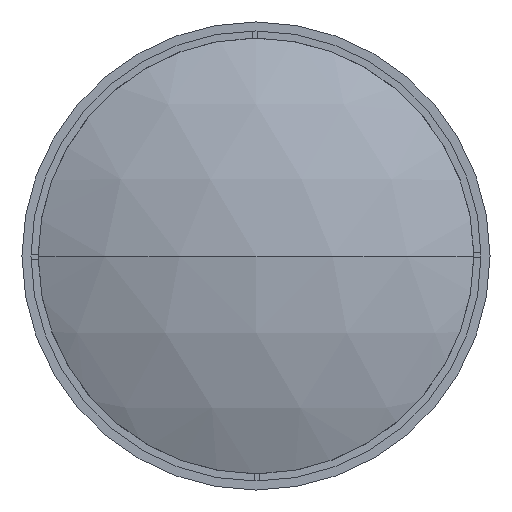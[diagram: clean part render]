
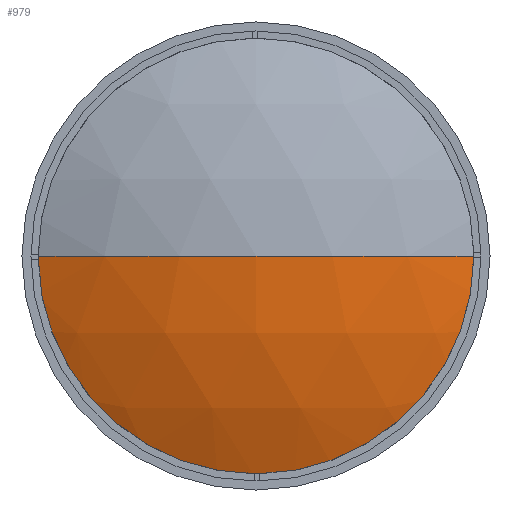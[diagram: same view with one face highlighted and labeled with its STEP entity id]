
A CAD part, left-side view. The second image highlights one B-rep face of the part: STEP entity #979.
In plain terms, the highlighted spherical face has radius 144.52 mm.
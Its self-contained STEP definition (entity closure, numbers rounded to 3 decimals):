
#65 = DIRECTION ( 'NONE',  ( 0., 0., 1. ) ) ;
#93 = EDGE_LOOP ( 'NONE', ( #13644, #10240, #14657 ) ) ;
#520 = CIRCLE ( 'NONE', #6101, 144.52 ) ;
#979 = ADVANCED_FACE ( 'NONE', ( #1700 ), #10670, .T. ) ;
#1028 = CARTESIAN_POINT ( 'NONE',  ( 0., 0., 0. ) ) ;
#1451 = AXIS2_PLACEMENT_3D ( 'NONE', #7348, #65, #8574 ) ;
#1700 = FACE_OUTER_BOUND ( 'NONE', #93, .T. ) ;
#1723 = DIRECTION ( 'NONE',  ( -1., 0., 0. ) ) ;
#1959 = AXIS2_PLACEMENT_3D ( 'NONE', #8982, #1723, #10244 ) ;
#3575 = CIRCLE ( 'NONE', #1959, 62. ) ;
#3773 = EDGE_CURVE ( 'NONE', #7437, #4107, #14912, .T. ) ;
#4107 = VERTEX_POINT ( 'NONE', #1028 ) ;
#4606 = DIRECTION ( 'NONE',  ( 0., 0., -1. ) ) ;
#5393 = EDGE_CURVE ( 'NONE', #11577, #4107, #520, .T. ) ;
#5851 = DIRECTION ( 'NONE',  ( 0., 0., -1. ) ) ;
#6101 = AXIS2_PLACEMENT_3D ( 'NONE', #13227, #5851, #14473 ) ;
#7348 = CARTESIAN_POINT ( 'NONE',  ( 144.52, 0., 0. ) ) ;
#7437 = VERTEX_POINT ( 'NONE', #8610 ) ;
#8574 = DIRECTION ( 'NONE',  ( 1., 0., 0. ) ) ;
#8610 = CARTESIAN_POINT ( 'NONE',  ( 13.975, 62., 0. ) ) ;
#8982 = CARTESIAN_POINT ( 'NONE',  ( 13.975, 0., 0. ) ) ;
#9800 = AXIS2_PLACEMENT_3D ( 'NONE', #14271, #4606, #12204 ) ;
#10240 = ORIENTED_EDGE ( 'NONE', *, *, #5393, .T. ) ;
#10244 = DIRECTION ( 'NONE',  ( 0., 0., 1. ) ) ;
#10670 = SPHERICAL_SURFACE ( 'NONE', #9800, 144.52 ) ;
#10725 = EDGE_CURVE ( 'NONE', #7437, #11577, #3575, .T. ) ;
#11577 = VERTEX_POINT ( 'NONE', #11595 ) ;
#11595 = CARTESIAN_POINT ( 'NONE',  ( 13.975, -62., 0. ) ) ;
#12204 = DIRECTION ( 'NONE',  ( 0., 1., 0. ) ) ;
#13227 = CARTESIAN_POINT ( 'NONE',  ( 144.52, 0., 0. ) ) ;
#13644 = ORIENTED_EDGE ( 'NONE', *, *, #10725, .T. ) ;
#14271 = CARTESIAN_POINT ( 'NONE',  ( 144.52, 0., 0. ) ) ;
#14473 = DIRECTION ( 'NONE',  ( 0., 1., 0. ) ) ;
#14657 = ORIENTED_EDGE ( 'NONE', *, *, #3773, .F. ) ;
#14912 = CIRCLE ( 'NONE', #1451, 144.52 ) ;
